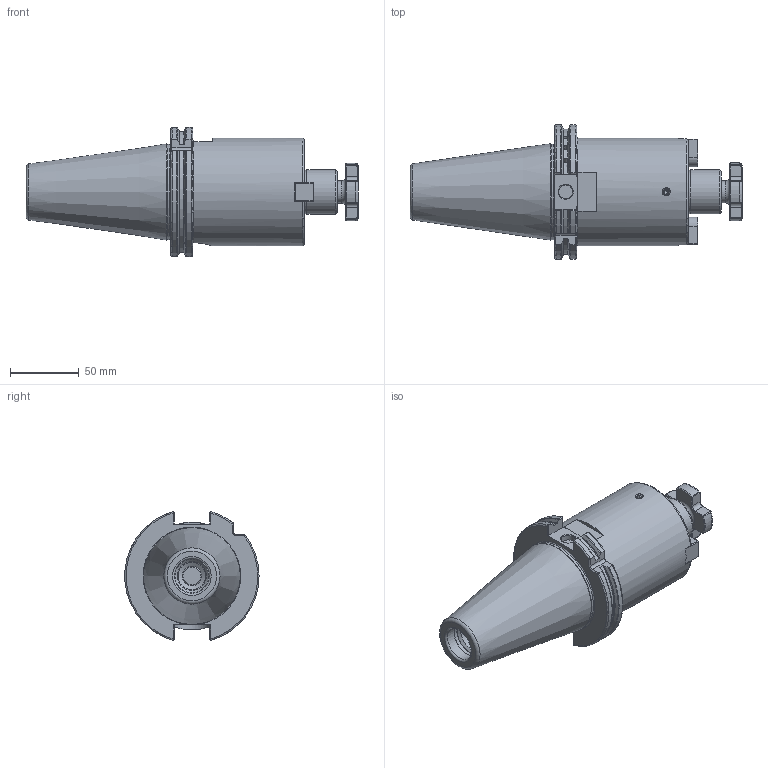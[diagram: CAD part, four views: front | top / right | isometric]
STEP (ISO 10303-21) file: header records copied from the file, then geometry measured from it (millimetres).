
FILE_DESCRIPTION(/* description */ (''),/* implementation_level */ '2;1');
FILE_NAME(/* name */ 'SK50-FMB32-100(AD).stp',/* time_stamp */ '2023-04-26T10:10:32+08:00',/* author */ ('Administrator'),/* organization */ (''),/* preprocessor_version */ 'ST-DEVELOPER v18.1',/* originating_system */ 'Autodesk Inventor 2022',/* authorisation */ '');
FILE_SCHEMA (('AUTOMOTIVE_DESIGN { 1 0 10303 214 3 1 1 }'));
Length unit declared in the file: millimetre
Products named in the file (6): SK50-FMB32-100(AD); SK50-FMB32-100(AD)_1; FMB32半圆键; ISO 4762 - M6 x 12; 十字花紧固螺钉S42-M16-L26; ISO 4026 - M5 x 5
Assembly tree (8 placements, depth 2):
  SK50-FMB32-100(AD)
    SK50-FMB32-100(AD)_1
    FMB32半圆键  x2
    ISO 4762 - M6 x 12  x2
    十字花紧固螺钉S42-M16-L26
    ISO 4026 - M5 x 5  x2
Bounding box: 240.75 x 97.32 x 93.62 mm (x, y, z)
Volume: 725581.1 mm3; surface area: 82537.7 mm2
Topology: 8 solids, 8 shells, 355 faces, 875 edges, 540 vertices
Faces by surface type: plane 167, cone 61, cylinder 59, torus 36, bspline 32
Full cylindrical faces by diameter (mm): 3.5 x4, 4 x2, 4.2 x2, 5 x4, 6 x2, 6.5 x2, 10 x3, 11 x2, 14 x1, 16 x1, 17 x1, 20 x1, 21 x1, 25 x1, 25.6 x1, 31.4 x1, 32 x1, 69.25 x1, 78 x1
Entity records: 11179 total; most frequent: CARTESIAN_POINT 4057, ORIENTED_EDGE 1504, DIRECTION 1348, EDGE_CURVE 752, AXIS2_PLACEMENT_3D 494, VERTEX_POINT 469, LINE 360, VECTOR 360
